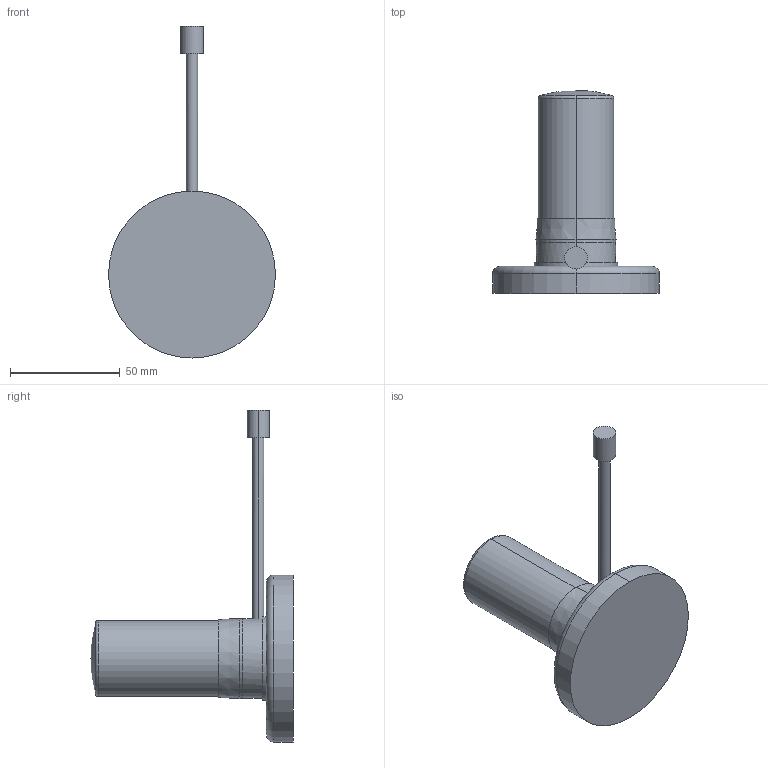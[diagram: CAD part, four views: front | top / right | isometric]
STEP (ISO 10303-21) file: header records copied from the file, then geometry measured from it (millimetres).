
FILE_DESCRIPTION (( 'STEP AP203' ), '1' );
FILE_NAME ('HG2403MGUR.STEP', '2011-03-17T13:49:21', ( 'x' ), ( 'Microsoft' ), 'SwSTEP 2.0', 'SolidWorks 2010', '' );
FILE_SCHEMA (( 'CONFIG_CONTROL_DESIGN' ));
Length unit declared in the file: inch
Products named in the file (1): HG2403MGUR
Bounding box: 76.2 x 92.63 x 151.51 mm (x, y, z)
Volume: 134661.6 mm3; surface area: 22130.8 mm2
Topology: 1 solids, 1 shells, 29 faces, 65 edges, 42 vertices
Faces by surface type: cylinder 14, plane 8, torus 4, cone 2, sphere 1
Entity records: 933 total; most frequent: CARTESIAN_POINT 196, DIRECTION 154, ORIENTED_EDGE 124, AXIS2_PLACEMENT_3D 68, EDGE_CURVE 62, VERTEX_POINT 40, CIRCLE 38, EDGE_LOOP 34
